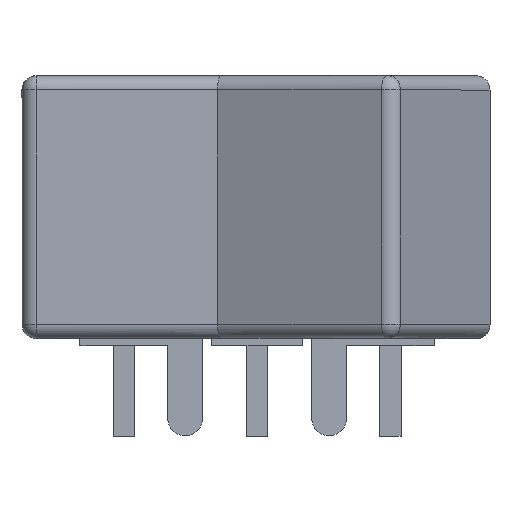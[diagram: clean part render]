
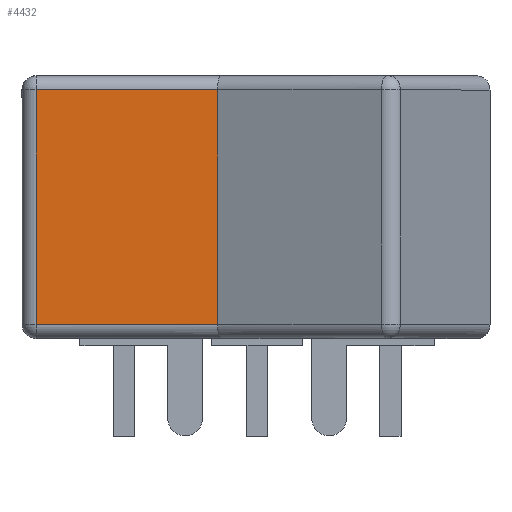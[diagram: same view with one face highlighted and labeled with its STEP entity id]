
A CAD part, top view. The second image highlights one B-rep face of the part: STEP entity #4432.
In plain terms, the highlighted planar face has unit normal (-0.011, 0, 1).
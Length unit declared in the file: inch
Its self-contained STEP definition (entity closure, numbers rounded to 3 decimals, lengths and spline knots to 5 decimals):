
#429=FACE_OUTER_BOUND('',#670,.T.);
#670=EDGE_LOOP('',(#3550,#3551,#3552,#3553));
#1081=LINE('',#7281,#1536);
#1086=LINE('',#7300,#1541);
#1088=LINE('',#7304,#1543);
#1089=LINE('',#7305,#1544);
#1536=VECTOR('',#5678,0.3937);
#1541=VECTOR('',#5703,0.3937);
#1543=VECTOR('',#5707,0.3937);
#1544=VECTOR('',#5708,0.3937);
#1939=VERTEX_POINT('',#7275);
#1940=VERTEX_POINT('',#7279);
#1944=VERTEX_POINT('',#7299);
#1945=VERTEX_POINT('',#7303);
#2487=EDGE_CURVE('',#1940,#1939,#1081,.T.);
#2496=EDGE_CURVE('',#1939,#1944,#1086,.T.);
#2498=EDGE_CURVE('',#1940,#1945,#1088,.T.);
#2499=EDGE_CURVE('',#1944,#1945,#1089,.T.);
#3550=ORIENTED_EDGE('',*,*,#2487,.F.);
#3551=ORIENTED_EDGE('',*,*,#2498,.T.);
#3552=ORIENTED_EDGE('',*,*,#2499,.F.);
#3553=ORIENTED_EDGE('',*,*,#2496,.F.);
#3988=PLANE('',#4761);
#4432=ADVANCED_FACE('',(#429),#3988,.T.);
#4761=AXIS2_PLACEMENT_3D('',#7302,#5705,#5706);
#5678=DIRECTION('',(1.,0.,0.01));
#5703=DIRECTION('',(0.,-1.,0.));
#5705=DIRECTION('center_axis',(-0.01,0.,
1.));
#5706=DIRECTION('ref_axis',(0.,-1.,0.));
#5707=DIRECTION('',(0.,-1.,0.));
#5708=DIRECTION('',(-1.,0.,-0.01));
#7275=CARTESIAN_POINT('',(-0.05491,0.1628,0.8339));
#7279=CARTESIAN_POINT('',(-0.30711,0.1628,0.83126));
#7281=CARTESIAN_POINT('',(-0.23899,0.1628,0.83197));
#7299=CARTESIAN_POINT('',(-0.05491,-0.1628,0.8339));
#7300=CARTESIAN_POINT('',(-0.05491,0.,0.8339));
#7302=CARTESIAN_POINT('Origin',(-0.30711,0.,
0.83126));
#7303=CARTESIAN_POINT('',(-0.30711,-0.1628,0.83126));
#7304=CARTESIAN_POINT('',(-0.30711,0.,0.83126));
#7305=CARTESIAN_POINT('',(-0.23899,-0.1628,0.83197));
